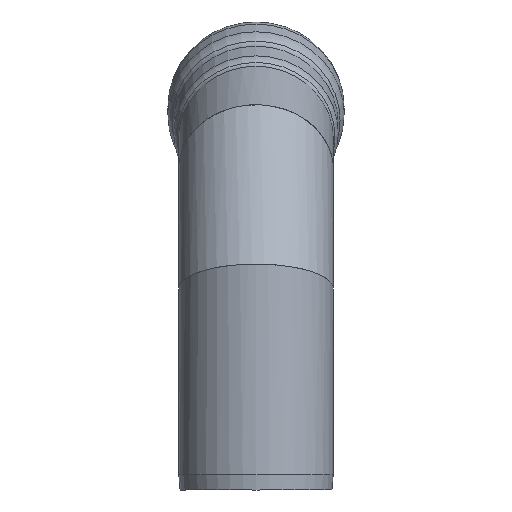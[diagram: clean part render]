
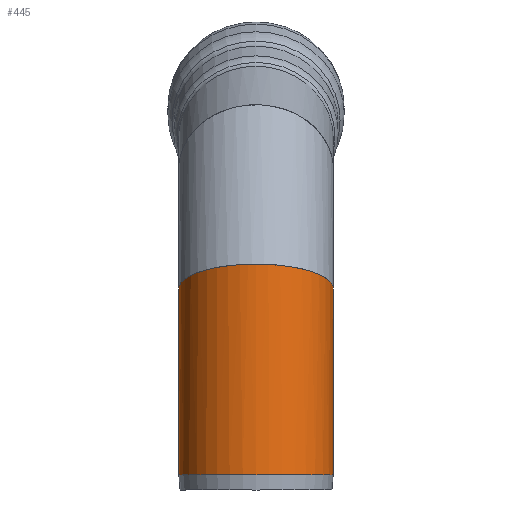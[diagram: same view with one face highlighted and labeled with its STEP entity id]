
A CAD part, left-side view. The second image highlights one B-rep face of the part: STEP entity #445.
In plain terms, the highlighted cylindrical face has radius 508 mm (diameter 1016 mm), a full revolution.
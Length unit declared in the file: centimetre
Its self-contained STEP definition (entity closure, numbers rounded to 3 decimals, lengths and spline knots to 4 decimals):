
#32=ELLIPSE('',#573,53.2653,50.8);
#49=CYLINDRICAL_SURFACE('',#572,50.8);
#76=FACE_OUTER_BOUND('',#107,.T.);
#107=EDGE_LOOP('',(#390,#391,#392,#393));
#161=CIRCLE('',#571,50.8);
#198=VERTEX_POINT('',#907);
#199=VERTEX_POINT('',#911);
#263=EDGE_CURVE('',#198,#198,#161,.T.);
#264=EDGE_CURVE('',#198,#199,#477,.T.);
#265=EDGE_CURVE('',#199,#199,#32,.T.);
#390=ORIENTED_EDGE('',*,*,#263,.F.);
#391=ORIENTED_EDGE('',*,*,#264,.T.);
#392=ORIENTED_EDGE('',*,*,#265,.F.);
#393=ORIENTED_EDGE('',*,*,#264,.F.);
#445=ADVANCED_FACE('',(#76),#49,.T.);
#477=LINE('',#912,#496);
#496=VECTOR('',#740,50.8);
#571=AXIS2_PLACEMENT_3D('',#909,#736,#737);
#572=AXIS2_PLACEMENT_3D('',#910,#738,#739);
#573=AXIS2_PLACEMENT_3D('',#913,#741,#742);
#736=DIRECTION('center_axis',(0.,0.,-1.));
#737=DIRECTION('ref_axis',(1.,0.,0.));
#738=DIRECTION('center_axis',(0.,0.,-1.));
#739=DIRECTION('ref_axis',(1.,0.,0.));
#740=DIRECTION('',(0.,0.,1.));
#741=DIRECTION('center_axis',(0.301,0.,0.954));
#742=DIRECTION('ref_axis',(0.954,0.,-0.301));
#907=CARTESIAN_POINT('',(-50.8,0.,10.));
#909=CARTESIAN_POINT('Origin',(0.,0.,
10.));
#910=CARTESIAN_POINT('Origin',(0.,0.,
12.5));
#911=CARTESIAN_POINT('',(-50.8,0.,148.5121));
#912=CARTESIAN_POINT('',(-50.8,0.,12.5));
#913=CARTESIAN_POINT('Origin',(0.,0.,
132.495));
